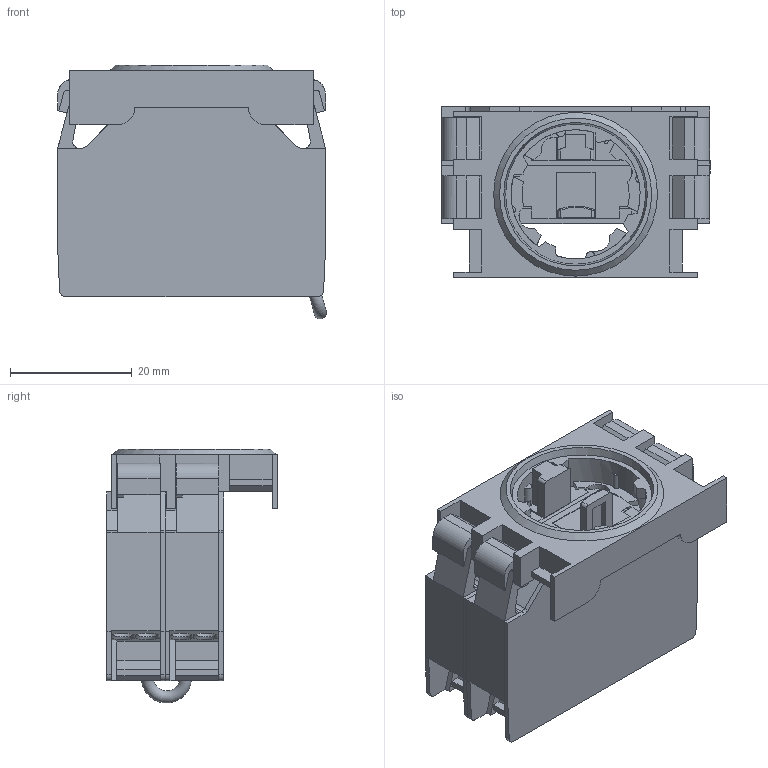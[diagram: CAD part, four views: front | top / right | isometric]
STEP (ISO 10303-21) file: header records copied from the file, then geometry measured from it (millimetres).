
FILE_DESCRIPTION(/* description */ (''),/* implementation_level */ '2;1');
FILE_NAME(/* name */ 'DMTOSFA_ipt.stp',/* time_stamp */ '2015-06-16T13:17:41+02:00',/* author */ ('thagel'),/* organization */ (''),/* preprocessor_version */ 'ST-DEVELOPER v15.2',/* originating_system */ 'Autodesk Inventor 2014',/* authorisation */ '');
FILE_SCHEMA (('AUTOMOTIVE_DESIGN { 1 0 10303 214 3 1 1 }'));
Length unit declared in the file: centimetre
Products named in the file (1): 3D-Zeichnungen vereinfacht für Kunden
Bounding box: 44.13 x 28.05 x 41.71 mm (x, y, z)
Volume: 25748 mm3; surface area: 13436.3 mm2
Topology: 1 solids, 9 shells, 880 faces, 2564 edges, 1675 vertices
Faces by surface type: plane 676, cylinder 170, cone 24, sphere 6, torus 2, bspline 2
Full cylindrical faces by diameter (mm): 1.5 x2, 2 x2, 3.5 x8, 21.2 x1
Entity records: 28737 total; most frequent: CARTESIAN_POINT 5377, ORIENTED_EDGE 5022, DIRECTION 4692, EDGE_CURVE 2511, LINE 1972, VECTOR 1972, VERTEX_POINT 1649, AXIS2_PLACEMENT_3D 1360
